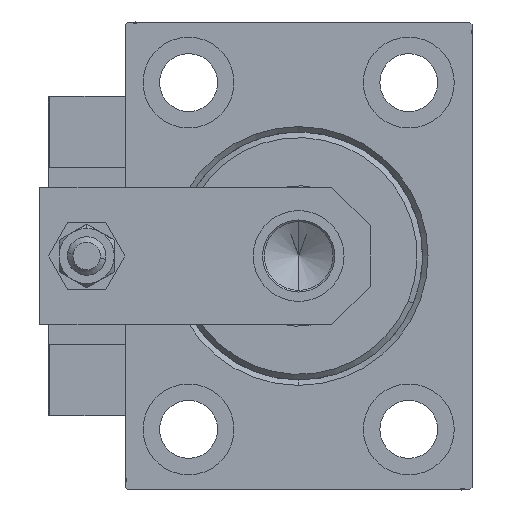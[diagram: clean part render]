
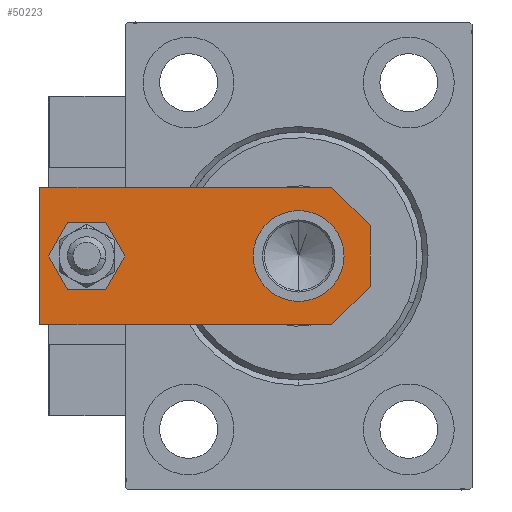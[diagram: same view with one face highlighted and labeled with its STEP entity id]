
A CAD part, left-side view. The second image highlights one B-rep face of the part: STEP entity #50223.
In plain terms, the highlighted face is planar.
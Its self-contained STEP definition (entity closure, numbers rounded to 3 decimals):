
#59 = CARTESIAN_POINT ( 'NONE',  ( 0., 13., 6. ) ) ;
#77 = CARTESIAN_POINT ( 'NONE',  ( 0., 0., 6. ) ) ;
#206 = CARTESIAN_POINT ( 'NONE',  ( -12.5, 0., 6. ) ) ;
#1022 = VECTOR ( 'NONE', #6639, 1000. ) ;
#1119 = DIRECTION ( 'NONE',  ( 0.707, 0.707, 0. ) ) ;
#1738 = ORIENTED_EDGE ( 'NONE', *, *, #40533, .T. ) ;
#2259 = CARTESIAN_POINT ( 'NONE',  ( -12.5, 60., 6. ) ) ;
#2390 = CIRCLE ( 'NONE', #15559, 4. ) ;
#2407 = DIRECTION ( 'NONE',  ( 0., 1., 0. ) ) ;
#2828 = CIRCLE ( 'NONE', #14329, 4. ) ;
#2979 = EDGE_CURVE ( 'NONE', #46103, #35795, #47663, .T. ) ;
#3266 = ORIENTED_EDGE ( 'NONE', *, *, #48225, .T. ) ;
#3805 = EDGE_CURVE ( 'NONE', #9945, #32214, #2390, .T. ) ;
#4599 = ORIENTED_EDGE ( 'NONE', *, *, #26401, .T. ) ;
#6639 = DIRECTION ( 'NONE',  ( 0., -1., 0. ) ) ;
#8032 = DIRECTION ( 'NONE',  ( 0., 0., 1. ) ) ;
#8594 = VERTEX_POINT ( 'NONE', #35242 ) ;
#8691 = CARTESIAN_POINT ( 'NONE',  ( -5.5, 0., 6. ) ) ;
#9555 = AXIS2_PLACEMENT_3D ( 'NONE', #77, #50880, #43133 ) ;
#9616 = ORIENTED_EDGE ( 'NONE', *, *, #22828, .T. ) ;
#9945 = VERTEX_POINT ( 'NONE', #21231 ) ;
#10626 = EDGE_CURVE ( 'NONE', #48832, #25528, #35519, .T. ) ;
#10984 = VECTOR ( 'NONE', #32706, 1000. ) ;
#12536 = DIRECTION ( 'NONE',  ( 1., 0., 0. ) ) ;
#12780 = VERTEX_POINT ( 'NONE', #13355 ) ;
#12875 = LINE ( 'NONE', #43839, #10984 ) ;
#12882 = ORIENTED_EDGE ( 'NONE', *, *, #23269, .F. ) ;
#13355 = CARTESIAN_POINT ( 'NONE',  ( 12.5, 60., 6. ) ) ;
#13576 = ORIENTED_EDGE ( 'NONE', *, *, #48324, .F. ) ;
#14206 = LINE ( 'NONE', #14459, #39031 ) ;
#14329 = AXIS2_PLACEMENT_3D ( 'NONE', #35999, #24623, #12536 ) ;
#14459 = CARTESIAN_POINT ( 'NONE',  ( -2.75, -2.75, 6. ) ) ;
#15559 = AXIS2_PLACEMENT_3D ( 'NONE', #39995, #8032, #38972 ) ;
#16917 = EDGE_LOOP ( 'NONE', ( #12882, #19947 ) ) ;
#19042 = EDGE_CURVE ( 'NONE', #23662, #41849, #45573, .T. ) ;
#19490 = VECTOR ( 'NONE', #2407, 1000. ) ;
#19872 = EDGE_LOOP ( 'NONE', ( #13576, #47220 ) ) ;
#19911 = FACE_BOUND ( 'NONE', #16917, .T. ) ;
#19947 = ORIENTED_EDGE ( 'NONE', *, *, #3805, .F. ) ;
#21231 = CARTESIAN_POINT ( 'NONE',  ( 4., 51.5, 6. ) ) ;
#22828 = EDGE_CURVE ( 'NONE', #25528, #8594, #44692, .T. ) ;
#23269 = EDGE_CURVE ( 'NONE', #32214, #9945, #2828, .T. ) ;
#23592 = CIRCLE ( 'NONE', #44202, 8.25 ) ;
#23662 = VERTEX_POINT ( 'NONE', #43686 ) ;
#24623 = DIRECTION ( 'NONE',  ( 0., 0., 1. ) ) ;
#24830 = CARTESIAN_POINT ( 'NONE',  ( 8.25, 13., 6. ) ) ;
#25395 = AXIS2_PLACEMENT_3D ( 'NONE', #42980, #42237, #46347 ) ;
#25528 = VERTEX_POINT ( 'NONE', #44778 ) ;
#26401 = EDGE_CURVE ( 'NONE', #12780, #23662, #12875, .T. ) ;
#28148 = PLANE ( 'NONE',  #9555 ) ;
#29963 = LINE ( 'NONE', #48133, #19490 ) ;
#31653 = CARTESIAN_POINT ( 'NONE',  ( -8.25, 13., 6. ) ) ;
#31899 = CARTESIAN_POINT ( 'NONE',  ( -12.5, 7., 6. ) ) ;
#32214 = VERTEX_POINT ( 'NONE', #37280 ) ;
#32275 = FACE_BOUND ( 'NONE', #19872, .T. ) ;
#32390 = VECTOR ( 'NONE', #1119, 1000. ) ;
#32706 = DIRECTION ( 'NONE',  ( -1., 0., 0. ) ) ;
#35108 = DIRECTION ( 'NONE',  ( 0., 0., 1. ) ) ;
#35128 = FACE_OUTER_BOUND ( 'NONE', #45327, .T. ) ;
#35242 = CARTESIAN_POINT ( 'NONE',  ( 12.5, 7., 6. ) ) ;
#35519 = LINE ( 'NONE', #206, #39471 ) ;
#35795 = VERTEX_POINT ( 'NONE', #31653 ) ;
#35999 = CARTESIAN_POINT ( 'NONE',  ( 0., 51.5, 6. ) ) ;
#36679 = CARTESIAN_POINT ( 'NONE',  ( 2.75, -2.75, 6. ) ) ;
#37280 = CARTESIAN_POINT ( 'NONE',  ( -4., 51.5, 6. ) ) ;
#38972 = DIRECTION ( 'NONE',  ( 1., 0., 0. ) ) ;
#39031 = VECTOR ( 'NONE', #41564, 1000. ) ;
#39471 = VECTOR ( 'NONE', #47904, 1000. ) ;
#39995 = CARTESIAN_POINT ( 'NONE',  ( 0., 51.5, 6. ) ) ;
#40533 = EDGE_CURVE ( 'NONE', #41849, #48832, #14206, .T. ) ;
#41564 = DIRECTION ( 'NONE',  ( 0.707, -0.707, 0. ) ) ;
#41849 = VERTEX_POINT ( 'NONE', #31899 ) ;
#42237 = DIRECTION ( 'NONE',  ( 0., 0., 1. ) ) ;
#42980 = CARTESIAN_POINT ( 'NONE',  ( 0., 13., 6. ) ) ;
#43133 = DIRECTION ( 'NONE',  ( 1., 0., 0. ) ) ;
#43686 = CARTESIAN_POINT ( 'NONE',  ( -12.5, 60., 6. ) ) ;
#43839 = CARTESIAN_POINT ( 'NONE',  ( 12.5, 60., 6. ) ) ;
#44100 = ORIENTED_EDGE ( 'NONE', *, *, #19042, .T. ) ;
#44202 = AXIS2_PLACEMENT_3D ( 'NONE', #59, #35108, #46227 ) ;
#44692 = LINE ( 'NONE', #36679, #32390 ) ;
#44778 = CARTESIAN_POINT ( 'NONE',  ( 5.5, 0., 6. ) ) ;
#44898 = ORIENTED_EDGE ( 'NONE', *, *, #10626, .T. ) ;
#45327 = EDGE_LOOP ( 'NONE', ( #44100, #1738, #44898, #9616, #3266, #4599 ) ) ;
#45573 = LINE ( 'NONE', #2259, #1022 ) ;
#46103 = VERTEX_POINT ( 'NONE', #24830 ) ;
#46227 = DIRECTION ( 'NONE',  ( 1., 0., 0. ) ) ;
#46347 = DIRECTION ( 'NONE',  ( 1., 0., 0. ) ) ;
#47220 = ORIENTED_EDGE ( 'NONE', *, *, #2979, .F. ) ;
#47663 = CIRCLE ( 'NONE', #25395, 8.25 ) ;
#47904 = DIRECTION ( 'NONE',  ( 1., 0., 0. ) ) ;
#48133 = CARTESIAN_POINT ( 'NONE',  ( 12.5, 0., 6. ) ) ;
#48225 = EDGE_CURVE ( 'NONE', #8594, #12780, #29963, .T. ) ;
#48324 = EDGE_CURVE ( 'NONE', #35795, #46103, #23592, .T. ) ;
#48832 = VERTEX_POINT ( 'NONE', #8691 ) ;
#50223 = ADVANCED_FACE ( 'NONE', ( #19911, #35128, #32275 ), #28148, .T. ) ;
#50880 = DIRECTION ( 'NONE',  ( 0., 0., 1. ) ) ;
